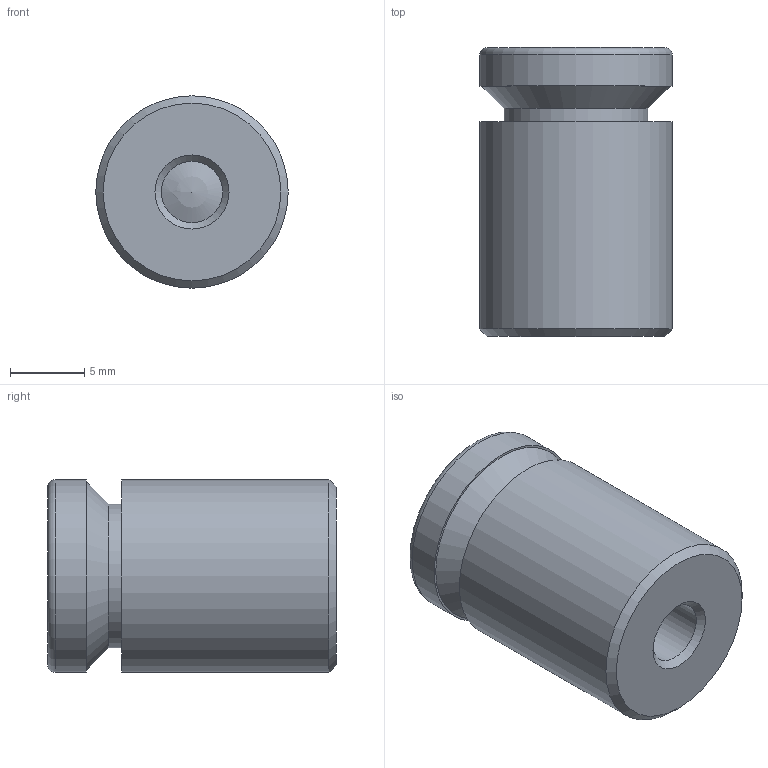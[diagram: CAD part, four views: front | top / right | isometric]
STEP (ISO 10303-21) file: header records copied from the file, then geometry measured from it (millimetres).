
FILE_DESCRIPTION( ( 'STEP AP214' ), '1' );
FILE_NAME( 'K0284.605X0190.stp', '2020-11-27T12:51:25', ( '' ), ( '' ), ' ', 'PARTsolutions', ' ' );
FILE_SCHEMA( ( 'AUTOMOTIVE_DESIGN { 1 0 10303 214 1 1 1 1 }' ) );
Length unit declared in the file: millimetre
Products named in the file (1): _K0284.605X0190
Bounding box: 13 x 19.5 x 13 mm (x, y, z)
Volume: 2363.3 mm3; surface area: 1531 mm2
Topology: 1 solids, 1 shells, 17 faces, 32 edges, 20 vertices
Faces by surface type: plane 5, cylinder 5, cone 4, sphere 2, torus 1
Full cylindrical faces by diameter (mm): 4.134 x1, 9.7 x1, 10.1 x1, 13 x2
Entity records: 490 total; most frequent: DIRECTION 68, CARTESIAN_POINT 51, AXIS2_PLACEMENT_3D 34, EDGE_LOOP 32, ORIENTED_EDGE 32, FACE_OUTER_BOUND 24, STYLED_ITEM 17, PRESENTATION_STYLE_ASSIGNMENT 17
